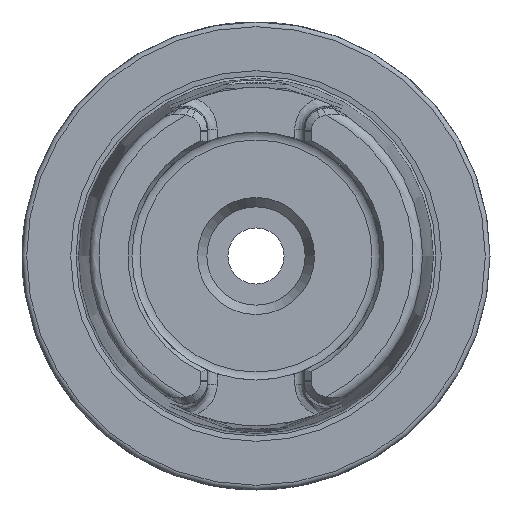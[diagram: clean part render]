
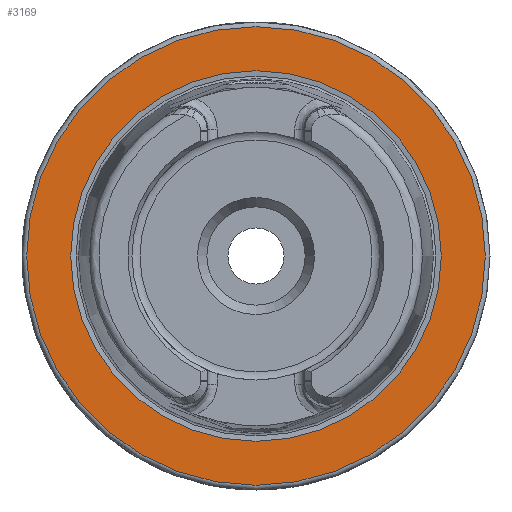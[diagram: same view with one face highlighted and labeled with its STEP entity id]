
A CAD part, left-side view. The second image highlights one B-rep face of the part: STEP entity #3169.
In plain terms, the highlighted planar face has unit normal (-1, 0, 0).
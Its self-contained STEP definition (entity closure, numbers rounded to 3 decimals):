
#130=FACE_BOUND('',#1018,.T.);
#321=PLANE('',#3472);
#834=FACE_OUTER_BOUND('',#1017,.T.);
#1017=EDGE_LOOP('',(#2951,#2952));
#1018=EDGE_LOOP('',(#2953,#2954));
#1177=CIRCLE('',#3470,39.587);
#1178=CIRCLE('',#3471,39.587);
#1179=CIRCLE('',#3473,49.);
#1180=CIRCLE('',#3474,49.);
#1508=VERTEX_POINT('',#8697);
#1509=VERTEX_POINT('',#8699);
#1510=VERTEX_POINT('',#8703);
#1511=VERTEX_POINT('',#8704);
#1993=EDGE_CURVE('',#1509,#1508,#1177,.T.);
#1994=EDGE_CURVE('',#1508,#1509,#1178,.T.);
#1995=EDGE_CURVE('',#1510,#1511,#1179,.T.);
#1996=EDGE_CURVE('',#1511,#1510,#1180,.T.);
#2951=ORIENTED_EDGE('',*,*,#1995,.F.);
#2952=ORIENTED_EDGE('',*,*,#1996,.F.);
#2953=ORIENTED_EDGE('',*,*,#1993,.T.);
#2954=ORIENTED_EDGE('',*,*,#1994,.T.);
#3169=ADVANCED_FACE('',(#834,#130),#321,.T.);
#3470=AXIS2_PLACEMENT_3D('',#8700,#4201,#4202);
#3471=AXIS2_PLACEMENT_3D('',#8701,#4203,#4204);
#3472=AXIS2_PLACEMENT_3D('',#8702,#4205,#4206);
#3473=AXIS2_PLACEMENT_3D('',#8705,#4207,#4208);
#3474=AXIS2_PLACEMENT_3D('',#8706,#4209,#4210);
#4201=DIRECTION('center_axis',(1.,0.,0.));
#4202=DIRECTION('ref_axis',(0.,0.,-1.));
#4203=DIRECTION('center_axis',(1.,0.,0.));
#4204=DIRECTION('ref_axis',(0.,0.,-1.));
#4205=DIRECTION('center_axis',(-1.,0.,0.));
#4206=DIRECTION('ref_axis',(0.,0.,1.));
#4207=DIRECTION('center_axis',(1.,0.,0.));
#4208=DIRECTION('ref_axis',(0.,0.,-1.));
#4209=DIRECTION('center_axis',(1.,0.,0.));
#4210=DIRECTION('ref_axis',(0.,0.,-1.));
#8697=CARTESIAN_POINT('',(0.,-39.587,0.));
#8699=CARTESIAN_POINT('',(0.,39.587,0.));
#8700=CARTESIAN_POINT('Origin',(0.,0.,0.));
#8701=CARTESIAN_POINT('Origin',(0.,0.,0.));
#8702=CARTESIAN_POINT('Origin',(0.,49.,
0.));
#8703=CARTESIAN_POINT('',(0.,49.,0.));
#8704=CARTESIAN_POINT('',(0.,0.,49.));
#8705=CARTESIAN_POINT('Origin',(0.,0.,0.));
#8706=CARTESIAN_POINT('Origin',(0.,0.,0.));
